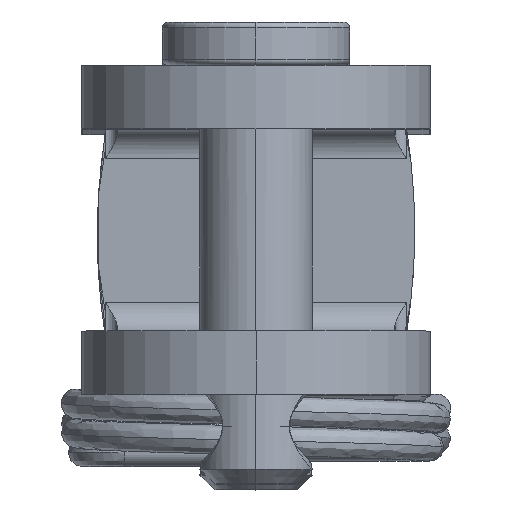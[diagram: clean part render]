
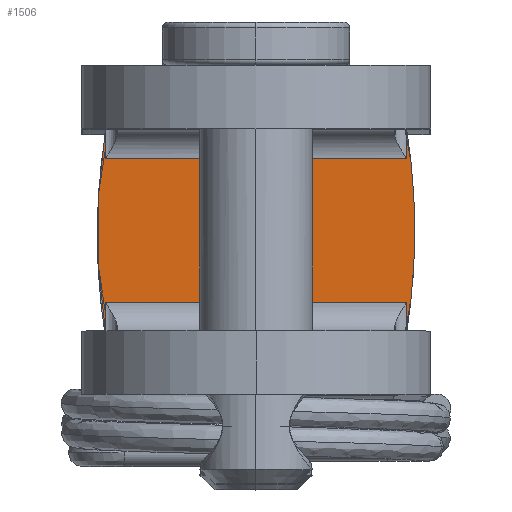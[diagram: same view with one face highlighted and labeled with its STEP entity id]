
A CAD part, top view. The second image highlights one B-rep face of the part: STEP entity #1506.
In plain terms, the highlighted planar face has unit normal (0, 0, 1).
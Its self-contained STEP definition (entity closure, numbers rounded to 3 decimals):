
#414 = DIRECTION ( 'NONE',  ( 1., 0., 0. ) ) ;
#541 = LINE ( 'NONE', #22587, #21878 ) ;
#603 = CARTESIAN_POINT ( 'NONE',  ( -16.535, -2.5, 0. ) ) ;
#1506 = ADVANCED_FACE ( 'NONE', ( #3581 ), #18859, .F. ) ;
#1750 = EDGE_CURVE ( 'NONE', #9305, #20804, #21888, .T. ) ;
#1892 = CIRCLE ( 'NONE', #16994, 22.035 ) ;
#1923 = EDGE_CURVE ( 'NONE', #20725, #12679, #1892, .T. ) ;
#2395 = DIRECTION ( 'NONE',  ( -1., 0., 0. ) ) ;
#3026 = DIRECTION ( 'NONE',  ( 0., 0., -1. ) ) ;
#3036 = ORIENTED_EDGE ( 'NONE', *, *, #12144, .T. ) ;
#3095 = VECTOR ( 'NONE', #19369, 1000. ) ;
#3137 = CARTESIAN_POINT ( 'NONE',  ( 5.213, 2.5, 0. ) ) ;
#3537 = EDGE_CURVE ( 'NONE', #11711, #5926, #6722, .T. ) ;
#3581 = FACE_OUTER_BOUND ( 'NONE', #26706, .T. ) ;
#3961 = CARTESIAN_POINT ( 'NONE',  ( -5.213, -2.5, 0. ) ) ;
#4263 = ORIENTED_EDGE ( 'NONE', *, *, #25428, .T. ) ;
#4369 = LINE ( 'NONE', #15961, #17931 ) ;
#4419 = LINE ( 'NONE', #27993, #3095 ) ;
#4549 = CARTESIAN_POINT ( 'NONE',  ( -16.535, 0., 0. ) ) ;
#5611 = DIRECTION ( 'NONE',  ( -1., 0., 0. ) ) ;
#5866 = ORIENTED_EDGE ( 'NONE', *, *, #27893, .T. ) ;
#5926 = VERTEX_POINT ( 'NONE', #19149 ) ;
#6722 = LINE ( 'NONE', #603, #25720 ) ;
#6726 = VERTEX_POINT ( 'NONE', #24084 ) ;
#7472 = LINE ( 'NONE', #20027, #10157 ) ;
#7894 = CARTESIAN_POINT ( 'NONE',  ( -16.535, 0., 0. ) ) ;
#7920 = ORIENTED_EDGE ( 'NONE', *, *, #23435, .T. ) ;
#8411 = DIRECTION ( 'NONE',  ( 0., -1., 0. ) ) ;
#8641 = DIRECTION ( 'NONE',  ( 0., 0., -1. ) ) ;
#9305 = VERTEX_POINT ( 'NONE', #15202 ) ;
#9344 = DIRECTION ( 'NONE',  ( 0., 1., 0. ) ) ;
#9715 = DIRECTION ( 'NONE',  ( 0., 1., 0. ) ) ;
#10057 = AXIS2_PLACEMENT_3D ( 'NONE', #11343, #3026, #13595 ) ;
#10157 = VECTOR ( 'NONE', #9344, 1000. ) ;
#10561 = EDGE_CURVE ( 'NONE', #5926, #11296, #4419, .T. ) ;
#10711 = ORIENTED_EDGE ( 'NONE', *, *, #3537, .T. ) ;
#11296 = VERTEX_POINT ( 'NONE', #14524 ) ;
#11343 = CARTESIAN_POINT ( 'NONE',  ( -16.535, 0., 0. ) ) ;
#11711 = VERTEX_POINT ( 'NONE', #3961 ) ;
#11943 = DIRECTION ( 'NONE',  ( 0., 0., -1. ) ) ;
#12144 = EDGE_CURVE ( 'NONE', #9305, #22861, #4369, .T. ) ;
#12679 = VERTEX_POINT ( 'NONE', #15026 ) ;
#12762 = CIRCLE ( 'NONE', #10057, 22.035 ) ;
#13595 = DIRECTION ( 'NONE',  ( -1., 0., 0. ) ) ;
#14160 = ORIENTED_EDGE ( 'NONE', *, *, #10561, .T. ) ;
#14489 = ORIENTED_EDGE ( 'NONE', *, *, #1923, .F. ) ;
#14524 = CARTESIAN_POINT ( 'NONE',  ( 5.213, -3.547, 0. ) ) ;
#15026 = CARTESIAN_POINT ( 'NONE',  ( -5.213, 3.547, 0. ) ) ;
#15202 = CARTESIAN_POINT ( 'NONE',  ( 5.213, 3.547, 0. ) ) ;
#15519 = LINE ( 'NONE', #26112, #27080 ) ;
#15710 = EDGE_CURVE ( 'NONE', #20804, #11296, #12762, .T. ) ;
#15783 = CARTESIAN_POINT ( 'NONE',  ( 5.5, 0., 0. ) ) ;
#15961 = CARTESIAN_POINT ( 'NONE',  ( 5.213, 3.5, 0. ) ) ;
#16089 = DIRECTION ( 'NONE',  ( 1., 0., 0. ) ) ;
#16460 = AXIS2_PLACEMENT_3D ( 'NONE', #7894, #21031, #5611 ) ;
#16994 = AXIS2_PLACEMENT_3D ( 'NONE', #27103, #11943, #16089 ) ;
#17027 = CARTESIAN_POINT ( 'NONE',  ( -5.213, -3.547, 0. ) ) ;
#17931 = VECTOR ( 'NONE', #8411, 1000. ) ;
#18859 = PLANE ( 'NONE',  #16460 ) ;
#19149 = CARTESIAN_POINT ( 'NONE',  ( 5.213, -2.5, 0. ) ) ;
#19369 = DIRECTION ( 'NONE',  ( 0., -1., 0. ) ) ;
#19673 = DIRECTION ( 'NONE',  ( -1., 0., 0. ) ) ;
#20027 = CARTESIAN_POINT ( 'NONE',  ( -5.213, 5.7, 0. ) ) ;
#20725 = VERTEX_POINT ( 'NONE', #17027 ) ;
#20804 = VERTEX_POINT ( 'NONE', #15783 ) ;
#21031 = DIRECTION ( 'NONE',  ( 0., 0., -1. ) ) ;
#21878 = VECTOR ( 'NONE', #9715, 1000. ) ;
#21888 = CIRCLE ( 'NONE', #26637, 22.035 ) ;
#22587 = CARTESIAN_POINT ( 'NONE',  ( -5.213, 0., 0. ) ) ;
#22861 = VERTEX_POINT ( 'NONE', #3137 ) ;
#23435 = EDGE_CURVE ( 'NONE', #6726, #12679, #7472, .T. ) ;
#24084 = CARTESIAN_POINT ( 'NONE',  ( -5.213, 2.5, 0. ) ) ;
#24582 = ORIENTED_EDGE ( 'NONE', *, *, #15710, .F. ) ;
#25428 = EDGE_CURVE ( 'NONE', #22861, #6726, #15519, .T. ) ;
#25720 = VECTOR ( 'NONE', #414, 1000. ) ;
#26112 = CARTESIAN_POINT ( 'NONE',  ( -16.535, 2.5, 0. ) ) ;
#26637 = AXIS2_PLACEMENT_3D ( 'NONE', #4549, #8641, #2395 ) ;
#26706 = EDGE_LOOP ( 'NONE', ( #4263, #7920, #14489, #5866, #10711, #14160, #24582, #27000, #3036 ) ) ;
#27000 = ORIENTED_EDGE ( 'NONE', *, *, #1750, .F. ) ;
#27080 = VECTOR ( 'NONE', #19673, 1000. ) ;
#27103 = CARTESIAN_POINT ( 'NONE',  ( 16.535, 0., 0. ) ) ;
#27893 = EDGE_CURVE ( 'NONE', #20725, #11711, #541, .T. ) ;
#27993 = CARTESIAN_POINT ( 'NONE',  ( 5.213, 0., 0. ) ) ;
